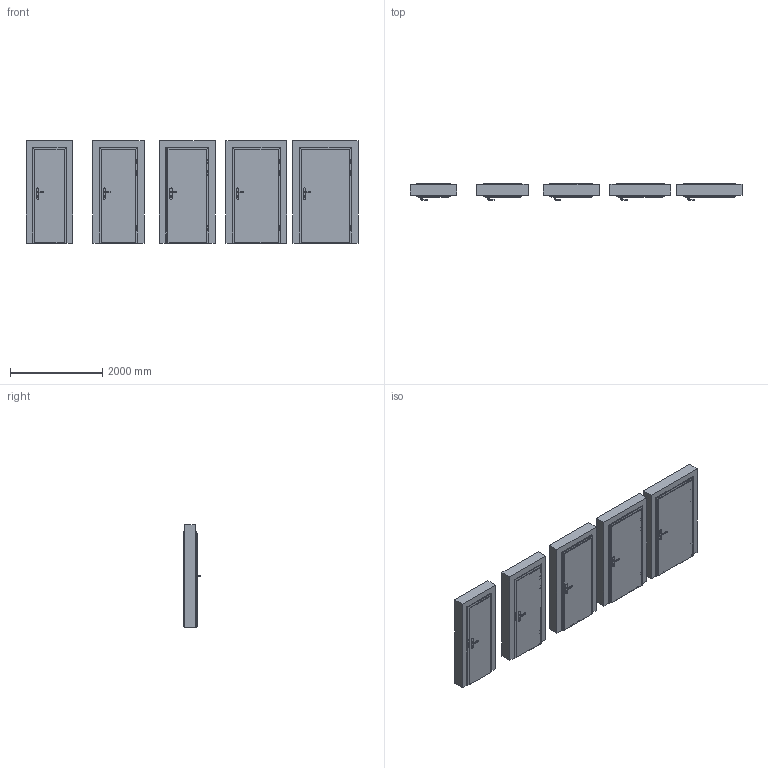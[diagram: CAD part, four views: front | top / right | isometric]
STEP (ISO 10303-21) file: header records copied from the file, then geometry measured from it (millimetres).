
FILE_DESCRIPTION(/* description */ (''),/* implementation_level */ '2;1');
FILE_NAME(/* name */ '050182_A_2-Drzwi akustyczne 32 dB na ościeżnicy Projekt Premium..stp',/* time_stamp */ '2024-09-30T12:25:46+02:00',/* author */ (''),/* organization */ (''),/* preprocessor_version */ 'ST-DEVELOPER v16',/* originating_system */ 'SIEMENS PLM Software NX 11.0',/* authorisation */ '');
FILE_SCHEMA (('AUTOMOTIVE_DESIGN { 1 0 10303 214 3 1 1 1 }'));
Products named in the file (1): bkni0AF01F2Amc71
Bounding box: 7215 x 363.45 x 2225.78 mm (x, y, z)
Volume: 1458229646.6 mm3; surface area: 106294578 mm2
Topology: 400 solids, 400 shells, 10520 faces, 28389 edges, 18389 vertices
Faces by surface type: plane 6490, cylinder 2175, bspline 1165, cone 245, extrusion 230, sphere 180, torus 35
Full cylindrical faces by diameter (mm): 5 x10, 5.5 x5, 6 x30, 7 x10, 7.8 x15, 8 x105, 13.5 x30, 15 x75, 18 x10, 20 x15, 20.5 x30, 30 x10
Entity records: 345530 total; most frequent: CARTESIAN_POINT 86705, ORIENTED_EDGE 54760, DIRECTION 48802, EDGE_CURVE 27380, VECTOR 19740, LINE 19510, VERTEX_POINT 18155, AXIS2_PLACEMENT_3D 14531
